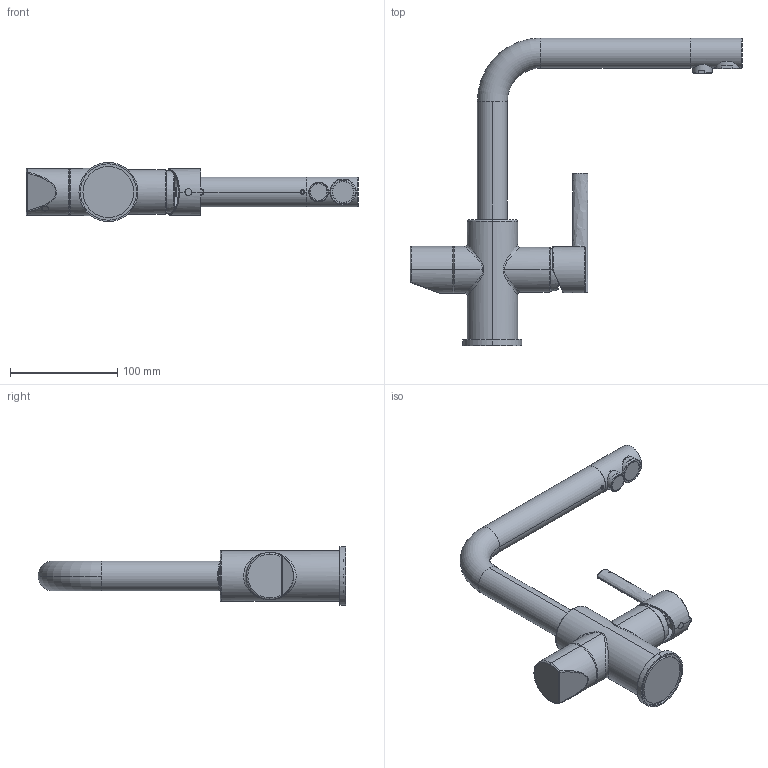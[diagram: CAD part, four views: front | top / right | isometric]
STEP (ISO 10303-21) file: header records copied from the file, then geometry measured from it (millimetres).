
FILE_DESCRIPTION (( 'STEP AP214' ), '1' );
FILE_NAME ('51831510.STEP', '2020-08-21T12:33:26', ( '' ), ( '' ), 'SwSTEP 2.0', 'SolidWorks 2016', '' );
FILE_SCHEMA (( 'AUTOMOTIVE_DESIGN' ));
Length unit declared in the file: millimetre
Products named in the file (1): 51831510
Bounding box: 309.91 x 287.3 x 55 mm (x, y, z)
Volume: 397627 mm3; surface area: 153022.6 mm2
Topology: 22 solids, 30 shells, 1263 faces, 3120 edges, 1939 vertices
Faces by surface type: cylinder 436, cone 352, plane 328, torus 105, bspline 26, sphere 16
Entity records: 55853 total; most frequent: CARTESIAN_POINT 11498, DIRECTION 6738, ORIENTED_EDGE 6212, EDGE_CURVE 3106, AXIS2_PLACEMENT_3D 2732, VERTEX_POINT 1939, CIRCLE 1494, EDGE_LOOP 1343
